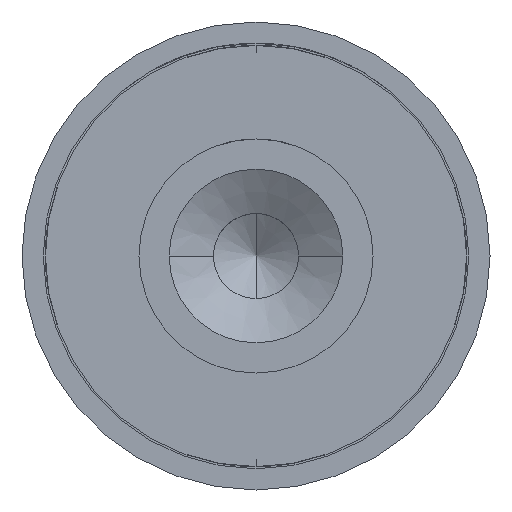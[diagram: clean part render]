
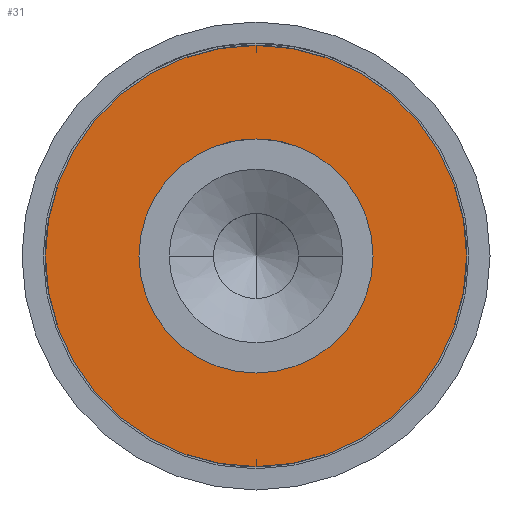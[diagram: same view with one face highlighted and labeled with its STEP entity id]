
A CAD part, front view. The second image highlights one B-rep face of the part: STEP entity #31.
In plain terms, the highlighted planar face has unit normal (0, -1, 0).
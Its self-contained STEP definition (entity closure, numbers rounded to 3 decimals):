
#31 = ADVANCED_FACE ( 'NONE', ( #3760, #2741 ), #1980, .F. ) ;
#81 = DIRECTION ( 'NONE',  ( 0., 1., 0. ) ) ;
#307 = CARTESIAN_POINT ( 'NONE',  ( 0., -47.6, 0. ) ) ;
#557 = ORIENTED_EDGE ( 'NONE', *, *, #1837, .F. ) ;
#643 = EDGE_LOOP ( 'NONE', ( #1269, #755 ) ) ;
#755 = ORIENTED_EDGE ( 'NONE', *, *, #4292, .F. ) ;
#761 = DIRECTION ( 'NONE',  ( 0., -1., 0. ) ) ;
#770 = VERTEX_POINT ( 'NONE', #4793 ) ;
#911 = EDGE_LOOP ( 'NONE', ( #557, #1564 ) ) ;
#968 = VERTEX_POINT ( 'NONE', #1196 ) ;
#1071 = AXIS2_PLACEMENT_3D ( 'NONE', #1531, #761, #4219 ) ;
#1125 = CARTESIAN_POINT ( 'NONE',  ( 0., -47.6, 0. ) ) ;
#1196 = CARTESIAN_POINT ( 'NONE',  ( 0., -47.6, 0.99 ) ) ;
#1243 = CARTESIAN_POINT ( 'NONE',  ( 0., -47.6, 0.55 ) ) ;
#1269 = ORIENTED_EDGE ( 'NONE', *, *, #3763, .F. ) ;
#1506 = DIRECTION ( 'NONE',  ( 0., 0., 1. ) ) ;
#1531 = CARTESIAN_POINT ( 'NONE',  ( 0., -47.6, 0. ) ) ;
#1564 = ORIENTED_EDGE ( 'NONE', *, *, #2485, .F. ) ;
#1630 = VERTEX_POINT ( 'NONE', #2865 ) ;
#1837 = EDGE_CURVE ( 'NONE', #2363, #770, #4898, .T. ) ;
#1884 = CIRCLE ( 'NONE', #3370, 0.55 ) ;
#1980 = PLANE ( 'NONE',  #4320 ) ;
#2114 = AXIS2_PLACEMENT_3D ( 'NONE', #1125, #3815, #1506 ) ;
#2225 = DIRECTION ( 'NONE',  ( 0., 0., 1. ) ) ;
#2363 = VERTEX_POINT ( 'NONE', #1243 ) ;
#2382 = CARTESIAN_POINT ( 'NONE',  ( 0., -47.6, 0. ) ) ;
#2485 = EDGE_CURVE ( 'NONE', #770, #2363, #1884, .T. ) ;
#2721 = DIRECTION ( 'NONE',  ( 0., 0., 1. ) ) ;
#2741 = FACE_BOUND ( 'NONE', #911, .T. ) ;
#2754 = CARTESIAN_POINT ( 'NONE',  ( 0.99, -47.6, 0. ) ) ;
#2764 = DIRECTION ( 'NONE',  ( 0., 0., 1. ) ) ;
#2865 = CARTESIAN_POINT ( 'NONE',  ( 0., -47.6, -0.99 ) ) ;
#3370 = AXIS2_PLACEMENT_3D ( 'NONE', #307, #3724, #2225 ) ;
#3437 = CIRCLE ( 'NONE', #4275, 0.99 ) ;
#3724 = DIRECTION ( 'NONE',  ( 0., -1., 0. ) ) ;
#3760 = FACE_OUTER_BOUND ( 'NONE', #643, .T. ) ;
#3763 = EDGE_CURVE ( 'NONE', #968, #1630, #3437, .T. ) ;
#3790 = CIRCLE ( 'NONE', #2114, 0.99 ) ;
#3815 = DIRECTION ( 'NONE',  ( 0., 1., 0. ) ) ;
#4219 = DIRECTION ( 'NONE',  ( 0., 0., 1. ) ) ;
#4275 = AXIS2_PLACEMENT_3D ( 'NONE', #2382, #81, #2764 ) ;
#4292 = EDGE_CURVE ( 'NONE', #1630, #968, #3790, .T. ) ;
#4320 = AXIS2_PLACEMENT_3D ( 'NONE', #2754, #4609, #2721 ) ;
#4609 = DIRECTION ( 'NONE',  ( 0., 1., 0. ) ) ;
#4793 = CARTESIAN_POINT ( 'NONE',  ( 0., -47.6, -0.55 ) ) ;
#4898 = CIRCLE ( 'NONE', #1071, 0.55 ) ;
